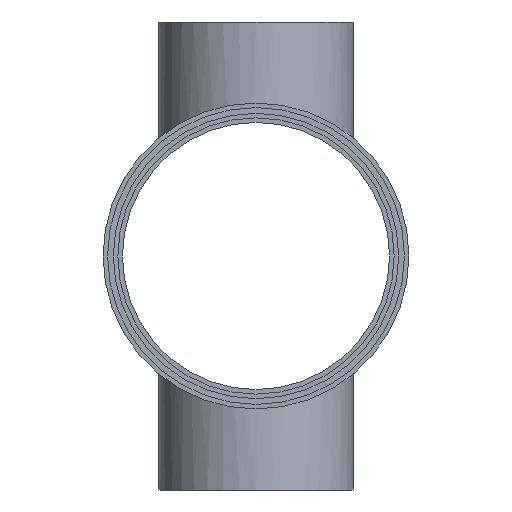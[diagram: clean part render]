
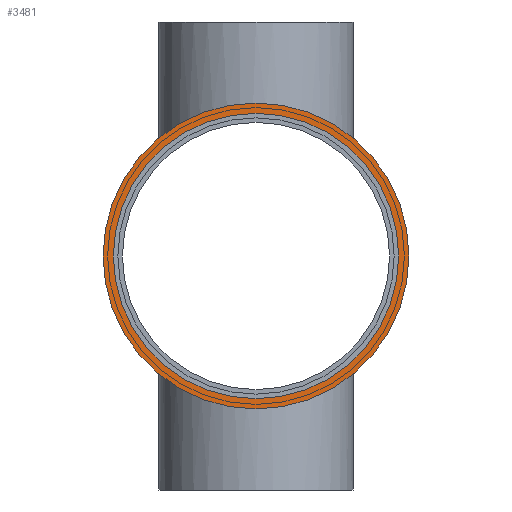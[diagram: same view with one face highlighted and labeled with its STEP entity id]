
A CAD part, front view. The second image highlights one B-rep face of the part: STEP entity #3481.
In plain terms, the highlighted planar face has unit normal (0, -1, 0).
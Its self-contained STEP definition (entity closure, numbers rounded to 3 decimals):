
#1800 = CARTESIAN_POINT ( 'NONE',  ( 0., 50., 62.5 ) ) ;
#1801 = CARTESIAN_POINT ( 'NONE',  ( 0., 50., -62.5 ) ) ;
#1802 = DIRECTION ( 'NONE',  ( 0., 0., -1. ) ) ;
#1803 = DIRECTION ( 'NONE',  ( 0., -1., 0. ) ) ;
#1804 = CARTESIAN_POINT ( 'NONE',  ( 0., 50., 0. ) ) ;
#1805 = AXIS2_PLACEMENT_3D ( 'NONE', #1804, #1803, #1802 ) ;
#1806 = CIRCLE ( 'NONE', #1805, 62.5 ) ;
#1820 = CARTESIAN_POINT ( 'NONE',  ( 0., 50., -67. ) ) ;
#1821 = DIRECTION ( 'NONE',  ( 0., 0., -1. ) ) ;
#1822 = DIRECTION ( 'NONE',  ( 0., -1., 0. ) ) ;
#1823 = CARTESIAN_POINT ( 'NONE',  ( 0., 50., 0. ) ) ;
#1824 = AXIS2_PLACEMENT_3D ( 'NONE', #1823, #1822, #1821 ) ;
#1825 = CIRCLE ( 'NONE', #1824, 67. ) ;
#1826 = CARTESIAN_POINT ( 'NONE',  ( 0., 50., 67. ) ) ;
#2324 = PLANE ( 'NONE',  #2390 ) ;
#2329 = FACE_BOUND ( 'NONE', #3486, .T. ) ;
#2330 = FACE_OUTER_BOUND ( 'NONE', #3482, .T. ) ;
#2382 = DIRECTION ( 'NONE',  ( 0., 0., -1. ) ) ;
#2383 = DIRECTION ( 'NONE',  ( 0., -1., 0. ) ) ;
#2384 = AXIS2_PLACEMENT_3D ( 'NONE', #2389, #2383, #2382 ) ;
#2385 = CIRCLE ( 'NONE', #2384, 67. ) ;
#2386 = DIRECTION ( 'NONE',  ( 0., 0., -1. ) ) ;
#2387 = DIRECTION ( 'NONE',  ( 0., -1., 0. ) ) ;
#2388 = CARTESIAN_POINT ( 'NONE',  ( 0., 50., 62.5 ) ) ;
#2389 = CARTESIAN_POINT ( 'NONE',  ( 0., 50., 0. ) ) ;
#2390 = AXIS2_PLACEMENT_3D ( 'NONE', #2388, #2387, #2386 ) ;
#2423 = DIRECTION ( 'NONE',  ( 0., 0., -1. ) ) ;
#2424 = DIRECTION ( 'NONE',  ( 0., -1., 0. ) ) ;
#2425 = AXIS2_PLACEMENT_3D ( 'NONE', #2430, #2424, #2423 ) ;
#2426 = CIRCLE ( 'NONE', #2425, 62.5 ) ;
#2430 = CARTESIAN_POINT ( 'NONE',  ( 0., 50., 0. ) ) ;
#3172 = EDGE_CURVE ( 'NONE', #3173, #3174, #1806, .T. ) ;
#3173 = VERTEX_POINT ( 'NONE', #1801 ) ;
#3174 = VERTEX_POINT ( 'NONE', #1800 ) ;
#3194 = VERTEX_POINT ( 'NONE', #1826 ) ;
#3196 = EDGE_CURVE ( 'NONE', #3197, #3194, #1825, .T. ) ;
#3197 = VERTEX_POINT ( 'NONE', #1820 ) ;
#3481 = ADVANCED_FACE ( 'NONE', ( #2330, #2329 ), #2324, .T. ) ;
#3482 = EDGE_LOOP ( 'NONE', ( #3483, #3484 ) ) ;
#3483 = ORIENTED_EDGE ( 'NONE', *, *, #3196, .T. ) ;
#3484 = ORIENTED_EDGE ( 'NONE', *, *, #3485, .T. ) ;
#3485 = EDGE_CURVE ( 'NONE', #3194, #3197, #2385, .T. ) ;
#3486 = EDGE_LOOP ( 'NONE', ( #3487, #3535 ) ) ;
#3487 = ORIENTED_EDGE ( 'NONE', *, *, #3172, .F. ) ;
#3535 = ORIENTED_EDGE ( 'NONE', *, *, #3550, .F. ) ;
#3550 = EDGE_CURVE ( 'NONE', #3174, #3173, #2426, .T. ) ;
